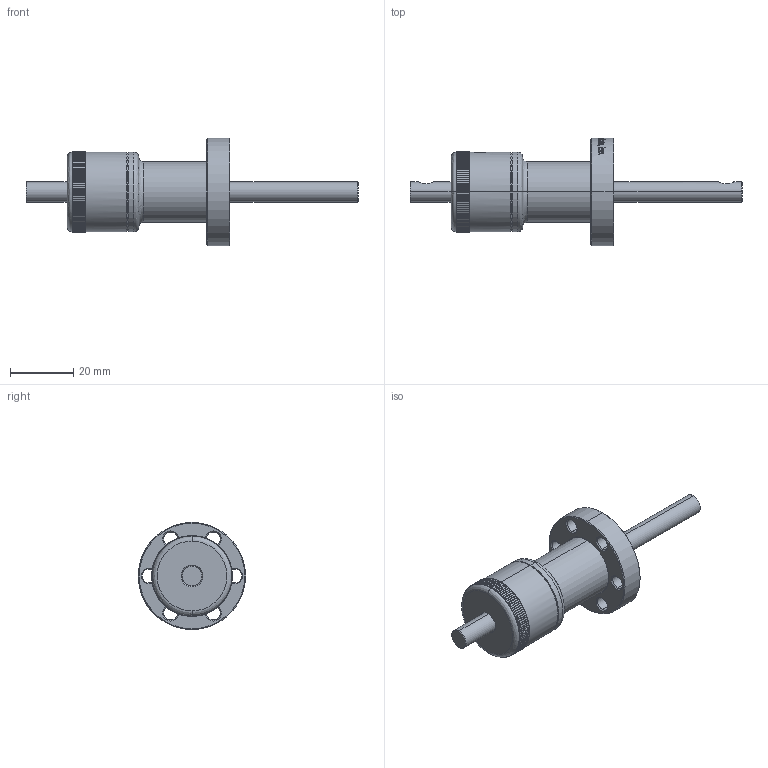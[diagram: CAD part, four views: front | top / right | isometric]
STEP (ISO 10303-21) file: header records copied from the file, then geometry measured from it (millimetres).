
FILE_DESCRIPTION (( 'STEP AP203' ), '1' );
FILE_NAME ('113201.stp', '2018-04-19T16:19:24', ( '' ), ( '' ), 'SwSTEP 2.0', 'SolidWorks 2012', '' );
FILE_SCHEMA (( 'CONFIG_CONTROL_DESIGN' ));
Products named in the file (1): 113201
Bounding box: 104.65 x 33.78 x 33.78 mm (x, y, z)
Volume: 24311.1 mm3; surface area: 7681.1 mm2
Topology: 1 solids, 1 shells, 966 faces, 2275 edges, 1346 vertices
Faces by surface type: plane 583, cylinder 190, bspline 149, cone 44
Entity records: 54950 total; most frequent: CARTESIAN_POINT 33719, ORIENTED_EDGE 4542, DIRECTION 4137, EDGE_CURVE 2271, AXIS2_PLACEMENT_3D 1480, VERTEX_POINT 1346, LINE 1177, VECTOR 1177
